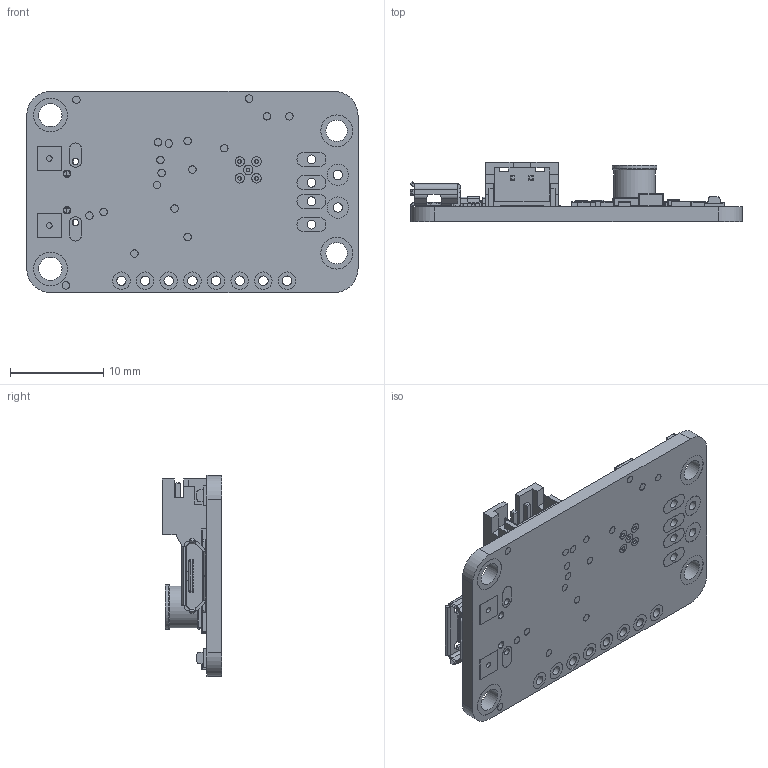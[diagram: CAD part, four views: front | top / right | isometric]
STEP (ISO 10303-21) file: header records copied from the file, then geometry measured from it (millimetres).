
FILE_DESCRIPTION(/* description */ (''),/* implementation_level */ '2;1');
FILE_NAME(/* name */ 'PowerBoost 500C v24.step',/* time_stamp */ '2018-08-21T05:19:45-06:00',/* author */ ('JonGordon'),/* organization */ (''),/* preprocessor_version */ 'ST-DEVELOPER v17',/* originating_system */ 'Autodesk Translation Framework v7.1.0.215',/* authorisation */ '');
FILE_SCHEMA (('AUTOMOTIVE_DESIGN { 1 0 10303 214 3 1 1 }'));
Length unit declared in the file: millimetre
Products named in the file (13): PowerBoost 500C; MO-229W3030D-1_4000; Molex2pinSMD; MicroUSB; RESC-0805; CAPC-0805-T0; LED-0805H1; sot23; Component1; pin; TSOP-5 v4; cap; VLC5045
Assembly tree (33 placements, depth 3):
  PowerBoost 500C
    MO-229W3030D-1_4000
    Molex2pinSMD
    RESC-0805  x14
    MicroUSB
    CAPC-0805-T0  x4
    LED-0805H1  x4
    sot23
      Component1
      pin  x3
    TSOP-5 v4
    cap
    VLC5045
Bounding box: 35.64 x 6.37 x 21.59 mm (x, y, z)
Volume: 1450.6 mm3; surface area: 3136.5 mm2
Topology: 90 solids, 90 shells, 2779 faces, 7095 edges, 4620 vertices
Faces by surface type: plane 1992, cylinder 683, sphere 72, bspline 18, cone 12, torus 2
Full cylindrical faces by diameter (mm): 0.015 x8, 0.4 x5, 0.6 x2, 0.7 x4, 0.8 x35, 0.802 x2, 0.95 x4, 1 x4, 1.01 x5, 1.016 x6, 1.5 x1, 1.88 x16, 2.286 x4, 2.3 x2, 2.5 x2, 3.418 x4, 3.618 x4, 4.5 x1, 4.8 x2
Entity records: 54418 total; most frequent: CARTESIAN_POINT 9595, DIRECTION 8991, ORIENTED_EDGE 8826, EDGE_CURVE 4413, LINE 3399, VECTOR 3399, VERTEX_POINT 2882, AXIS2_PLACEMENT_3D 2796
